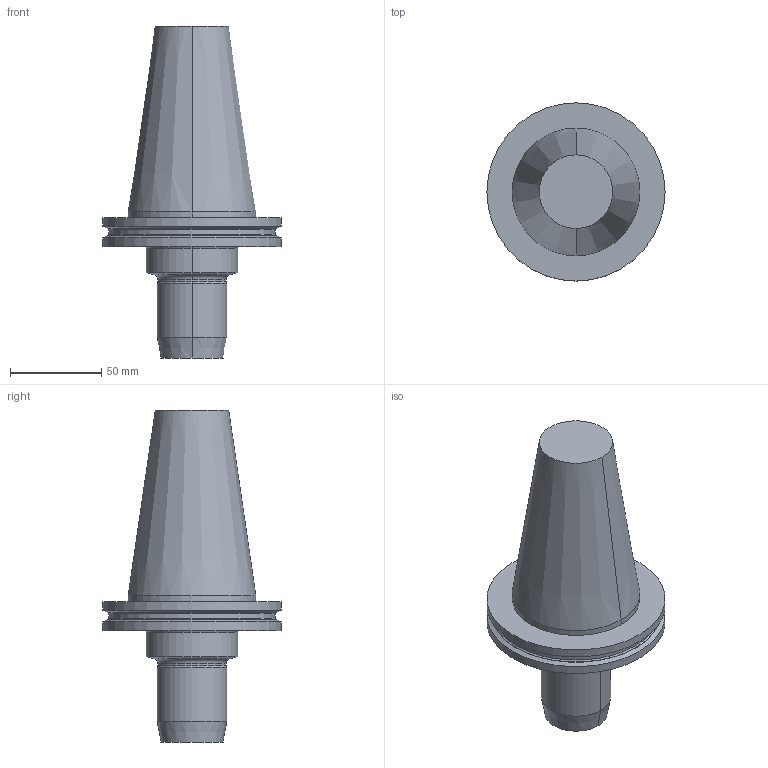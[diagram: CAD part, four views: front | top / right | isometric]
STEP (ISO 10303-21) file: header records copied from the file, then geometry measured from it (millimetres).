
FILE_DESCRIPTION(/* description */ (''),/* implementation_level */ '2;1');
FILE_NAME(/* name */ '69871.50ADB-HC.16.080.stp',/* time_stamp */ '2024-08-04T14:37:56+02:00',/* author */ (''),/* organization */ (''),/* preprocessor_version */ 'ST-DEVELOPER v16.7',/* originating_system */ 'SIEMENS PLM Software NX 12.0',/* authorisation */ '');
FILE_SCHEMA (('AUTOMOTIVE_DESIGN { 1 0 10303 214 3 1 1 1 }'));
Length unit declared in the file: millimetre
Products named in the file (1): pf662DBC816Con9d
Bounding box: 97.45 x 97.45 x 181.6 mm (x, y, z)
Volume: 453638.9 mm3; surface area: 43968.4 mm2
Topology: 1 solids, 1 shells, 33 faces, 63 edges, 36 vertices
Faces by surface type: cylinder 11, torus 8, cone 8, plane 6
Full cylindrical faces by diameter (mm): 91 x1, 97.45 x2
Entity records: 900 total; most frequent: DIRECTION 181, CARTESIAN_POINT 136, ORIENTED_EDGE 126, AXIS2_PLACEMENT_3D 81, EDGE_CURVE 63, CIRCLE 44, EDGE_LOOP 37, VERTEX_POINT 36
